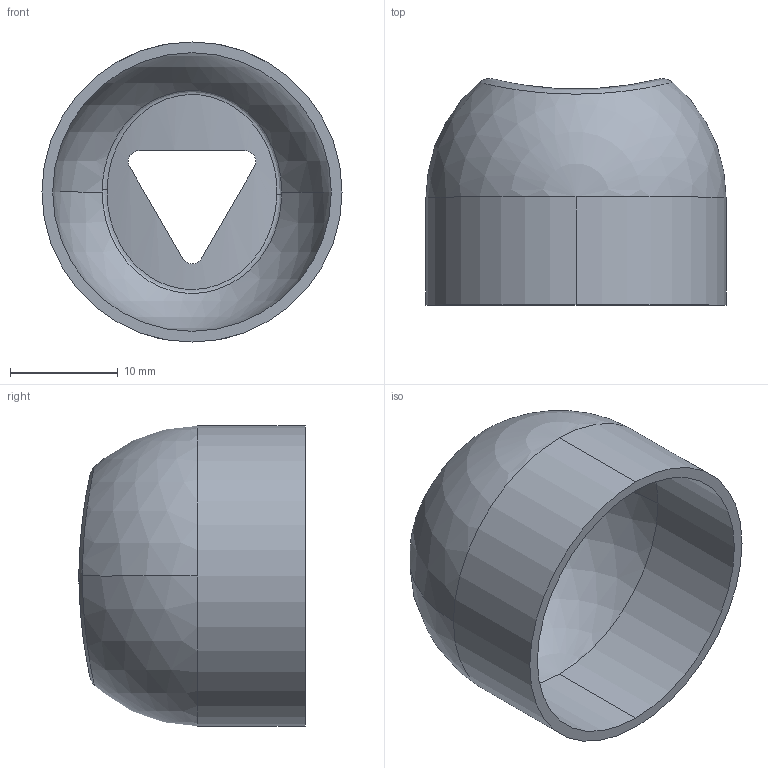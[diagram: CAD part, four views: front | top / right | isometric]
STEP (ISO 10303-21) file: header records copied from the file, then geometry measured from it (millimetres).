
FILE_DESCRIPTION (( 'STEP AP214' ), '1' );
FILE_NAME ('àðò. KRT301.STEP', '2014-07-15T10:08:53', ( '' ), ( '' ), 'SwSTEP 2.0', 'SolidWorks 2014', '' );
FILE_SCHEMA (( 'AUTOMOTIVE_DESIGN' ));
Length unit declared in the file: millimetre
Products named in the file (1): àðò. KRT301
Bounding box: 27.8 x 20.98 x 27.8 mm (x, y, z)
Volume: 1859.6 mm3; surface area: 3841.5 mm2
Topology: 1 solids, 1 shells, 22 faces, 61 edges, 38 vertices
Faces by surface type: cylinder 10, bspline 4, sphere 4, plane 4
Entity records: 1610 total; most frequent: CARTESIAN_POINT 1075, ORIENTED_EDGE 114, DIRECTION 93, EDGE_CURVE 57, AXIS2_PLACEMENT_3D 41, VERTEX_POINT 38, EDGE_LOOP 25, ADVANCED_FACE 22
